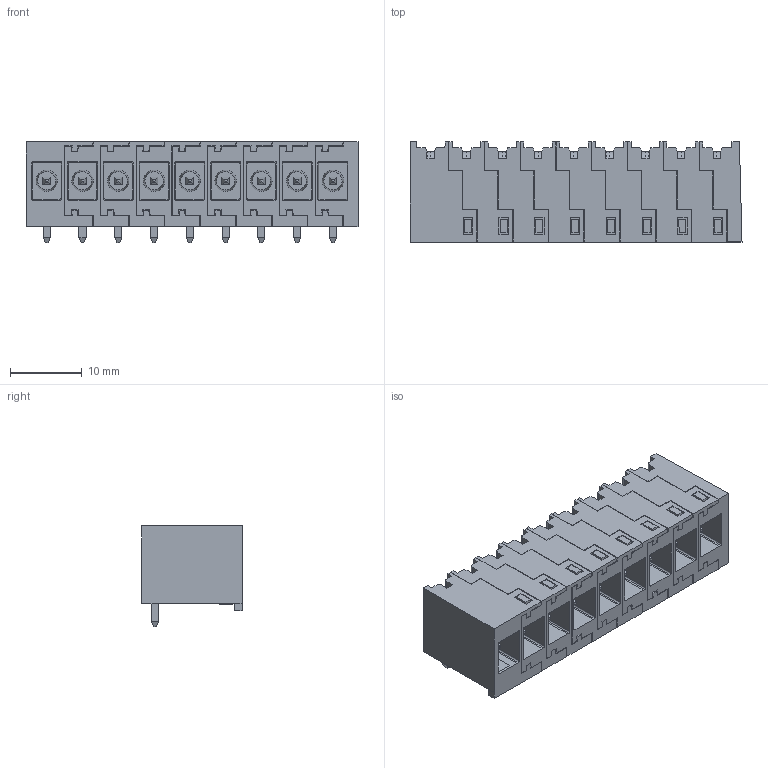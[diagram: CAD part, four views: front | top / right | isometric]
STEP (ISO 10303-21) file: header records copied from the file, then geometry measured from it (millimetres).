
FILE_DESCRIPTION(('CATIA V5 STEP Exchange','CAx-IF Rec.Pracs.--- Model Styling and Organization---1.4--- 2014-01-23'),'2;1');
FILE_NAME ('1328619-1_0_8000072512_8000072512.stp','2021-04-07T10:25:13+00:00',('none'),('Weidmueller'),'CATIA Version 5-6 Release 2016 SP3 HF44','CATIA V5 STEP AP214','none');
FILE_SCHEMA(('AUTOMOTIVE_DESIGN { 1 0 10303 214 1 1 1 1 }'));
Length unit declared in the file: millimetre
Products named in the file (1): 8000072512
Bounding box: 46.4 x 14.02 x 14.18 mm (x, y, z)
Volume: 4916.5 mm3; surface area: 9557.8 mm2
Topology: 18 solids, 18 shells, 989 faces, 2719 edges, 1783 vertices
Faces by surface type: plane 881, cylinder 54, revolution 36, cone 18
Entity records: 30404 total; most frequent: CARTESIAN_POINT 6501, ORIENTED_EDGE 5438, DIRECTION 3592, EDGE_CURVE 2719, VECTOR 2494, LINE 2494, VERTEX_POINT 1783, EDGE_LOOP 1056
